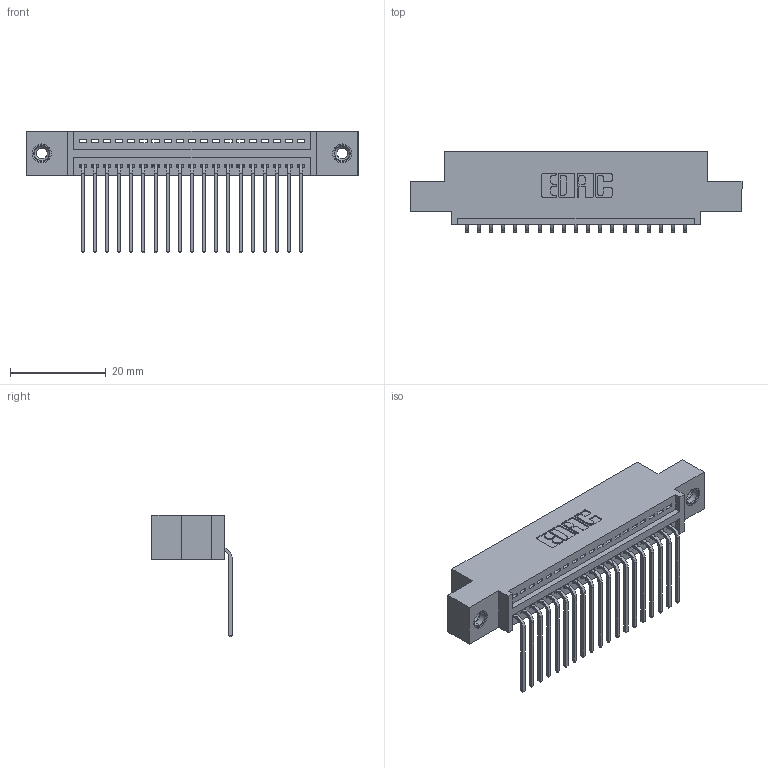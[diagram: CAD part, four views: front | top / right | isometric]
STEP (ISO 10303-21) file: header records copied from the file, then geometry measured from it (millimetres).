
FILE_DESCRIPTION (( 'STEP AP203' ), '1' );
FILE_NAME ('395-019-559-408.STEP', '2018-11-07T14:17:01', ( '' ), ( '' ), 'SwSTEP 2.0', 'SolidWorks 2016', '' );
FILE_SCHEMA (( 'CONFIG_CONTROL_DESIGN' ));
Length unit declared in the file: inch
Products named in the file (4): 345-292-001_558 559 Tail - 1; 345 Part_0.110 Offset - 0.156 Dia-TI; 345-250-001_345-250-003-102; 395-019-559-408
Assembly tree (22 placements, depth 2):
  395-019-559-408
    345 Part_0.110 Offset - 0.156 Dia-TI
    345-292-001_558 559 Tail - 1  x19
    345-250-001_345-250-003-102  x2
Bounding box: 69.47 x 16.75 x 25.53 mm (x, y, z)
Volume: 6393.3 mm3; surface area: 8656.5 mm2
Topology: 22 solids, 22 shells, 1330 faces, 3947 edges, 2598 vertices
Faces by surface type: plane 914, cylinder 400, cone 12, torus 4
Entity records: 18798 total; most frequent: CARTESIAN_POINT 3240, ORIENTED_EDGE 3186, DIRECTION 2889, EDGE_CURVE 1593, VECTOR 1365, LINE 1365, VERTEX_POINT 1056, AXIS2_PLACEMENT_3D 762
